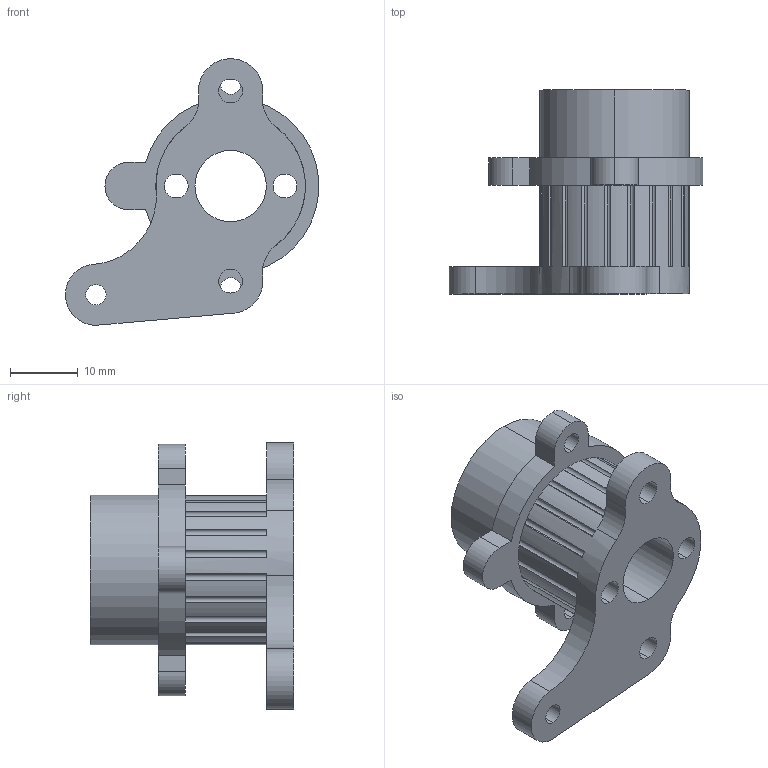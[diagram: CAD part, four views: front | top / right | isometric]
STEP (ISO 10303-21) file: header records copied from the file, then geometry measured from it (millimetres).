
FILE_DESCRIPTION (( 'STEP AP203' ), '1' );
FILE_NAME ('nut holder v2_Default_sldprt.STEP', '2023-01-28T16:54:28', ( 'Windows User' ), ( '' ), 'SwSTEP 2.0', 'SolidWorks 2022', '' );
FILE_SCHEMA (( 'CONFIG_CONTROL_DESIGN' ));
Length unit declared in the file: millimetre
Products named in the file (1): nut holder v2_Default_sldprt
Bounding box: 37.27 x 30 x 39.25 mm (x, y, z)
Volume: 10217 mm3; surface area: 6446.5 mm2
Topology: 1 solids, 1 shells, 142 faces, 368 edges, 232 vertices
Faces by surface type: cylinder 98, plane 44
Entity records: 4519 total; most frequent: DIRECTION 872, CARTESIAN_POINT 743, ORIENTED_EDGE 736, EDGE_CURVE 368, AXIS2_PLACEMENT_3D 361, VERTEX_POINT 232, CIRCLE 218, EDGE_LOOP 162
